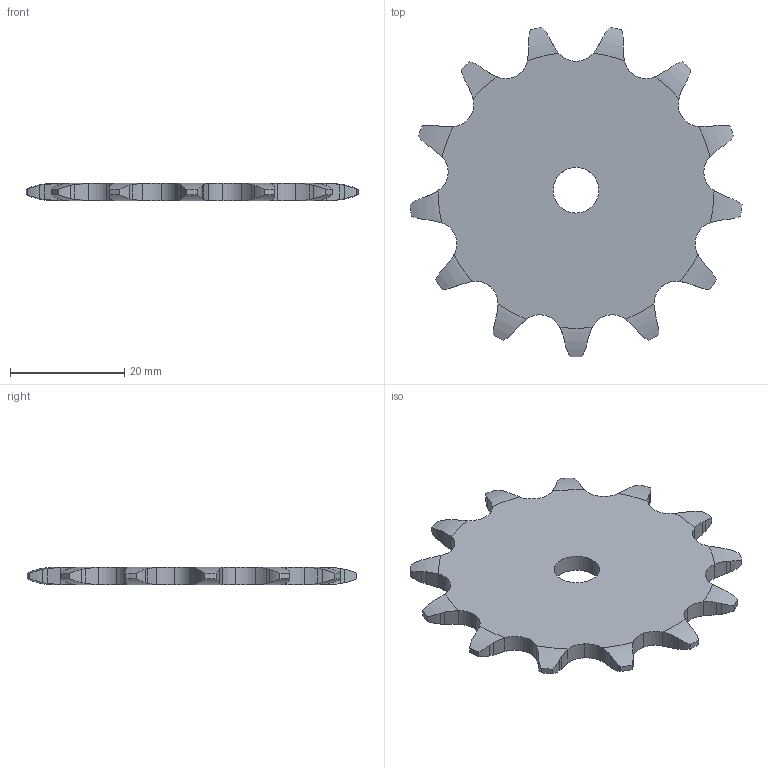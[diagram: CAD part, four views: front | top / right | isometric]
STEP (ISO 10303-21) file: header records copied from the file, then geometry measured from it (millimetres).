
FILE_DESCRIPTION(('FreeCAD Model'),'2;1');
FILE_NAME('Open CASCADE Shape Model','2022-02-12T10:58:57',('FreeCAD'),( 'FreeCAD'),'Open CASCADE STEP processor 7.4','FreeCAD','Unknown');
FILE_SCHEMA(('AUTOMOTIVE_DESIGN { 1 0 10303 214 1 1 1 1 }'));
Length unit declared in the file: millimetre
Products named in the file (1): Open CASCADE STEP translator 7.4 6
Bounding box: 58.19 x 57.78 x 3 mm (x, y, z)
Volume: 5743.2 mm3; surface area: 4631.4 mm2
Topology: 1 solids, 1 shells, 146 faces, 432 edges, 288 vertices
Faces by surface type: cylinder 92, plane 28, torus 26
Full cylindrical faces by diameter (mm): 8 x1
Entity records: 13182 total; most frequent: CARTESIAN_POINT 5889, DIRECTION 992, ORIENTED_EDGE 864, PCURVE 864, DEFINITIONAL_REPRESENTATION 864, B_SPLINE_CURVE_WITH_KNOTS 624, LINE 486, VECTOR 486
